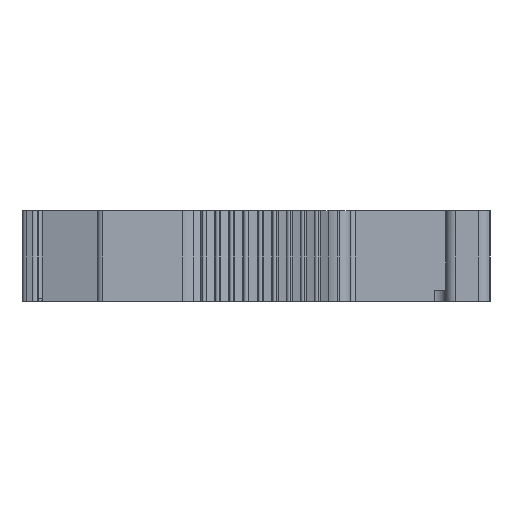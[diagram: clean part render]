
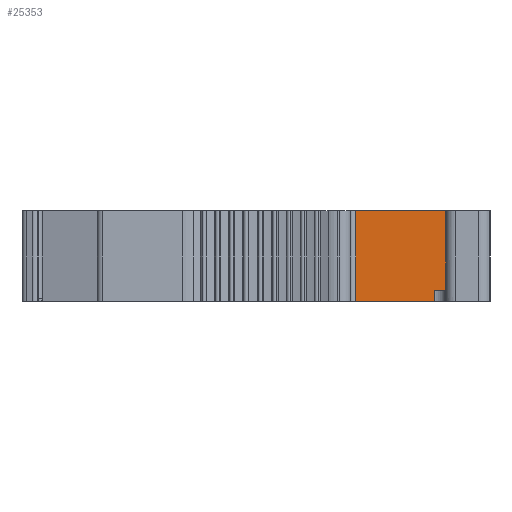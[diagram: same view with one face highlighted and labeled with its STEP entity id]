
A CAD part, left-side view. The second image highlights one B-rep face of the part: STEP entity #25353.
In plain terms, the highlighted planar face has unit normal (-1, 0, 0).
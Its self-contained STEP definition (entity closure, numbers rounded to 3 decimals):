
#25279=CARTESIAN_POINT('',(997.808,-177.514,0.));
#25280=VERTEX_POINT('',#25279);
#25289=CARTESIAN_POINT('',(997.808,-177.514,-7.15));
#25290=VERTEX_POINT('',#25289);
#25298=CARTESIAN_POINT('',(997.808,-177.514,0.));
#25299=DIRECTION('',(0.,0.,-1.));
#25300=VECTOR('',#25299,7.15);
#25301=LINE('',#25298,#25300);
#25302=EDGE_CURVE('',#25280,#25290,#25301,.T.);
#25307=CARTESIAN_POINT('',(997.808,-172.714,-4.075));
#25308=DIRECTION('',(0.,1.,0.));
#25309=DIRECTION('',(1.,0.,0.));
#25310=AXIS2_PLACEMENT_3D('',#25307,#25309,#25308);
#25311=PLANE('',#25310);
#25312=CARTESIAN_POINT('',(997.808,-167.914,-8.15));
#25313=VERTEX_POINT('',#25312);
#25314=CARTESIAN_POINT('',(997.808,-175.014,-8.15));
#25315=VERTEX_POINT('',#25314);
#25316=CARTESIAN_POINT('',(997.808,-167.914,-8.15));
#25317=DIRECTION('',(0.,-1.,0.));
#25318=VECTOR('',#25317,7.1);
#25319=LINE('',#25316,#25318);
#25320=EDGE_CURVE('',#25313,#25315,#25319,.T.);
#25321=ORIENTED_EDGE('E13541',*,*,#25320,.F.);
#25322=CARTESIAN_POINT('',(997.808,-167.914,0.));
#25323=VERTEX_POINT('',#25322);
#25324=CARTESIAN_POINT('',(997.808,-167.914,0.));
#25325=DIRECTION('',(0.,0.,-1.));
#25326=VECTOR('',#25325,8.15);
#25327=LINE('',#25324,#25326);
#25328=EDGE_CURVE('',#25323,#25313,#25327,.T.);
#25329=ORIENTED_EDGE('E3582',*,*,#25328,.F.);
#25330=CARTESIAN_POINT('',(997.808,-167.914,0.));
#25331=DIRECTION('',(0.,-1.,0.));
#25332=VECTOR('',#25331,9.6);
#25333=LINE('',#25330,#25332);
#25334=EDGE_CURVE('',#25323,#25280,#25333,.T.);
#25335=ORIENTED_EDGE('E12436',*,*,#25334,.T.);
#25336=ORIENTED_EDGE('E12436',*,*,#25302,.T.);
#25337=CARTESIAN_POINT('',(997.808,-175.014,-7.15));
#25338=VERTEX_POINT('',#25337);
#25339=CARTESIAN_POINT('',(997.808,-177.514,-7.15));
#25340=DIRECTION('',(0.,1.,0.));
#25341=VECTOR('',#25340,2.5);
#25342=LINE('',#25339,#25341);
#25343=EDGE_CURVE('',#25290,#25338,#25342,.T.);
#25344=ORIENTED_EDGE('E3583',*,*,#25343,.T.);
#25345=CARTESIAN_POINT('',(997.808,-175.014,-7.15));
#25346=DIRECTION('',(0.,0.,-1.));
#25347=VECTOR('',#25346,1.);
#25348=LINE('',#25345,#25347);
#25349=EDGE_CURVE('',#25338,#25315,#25348,.T.);
#25350=ORIENTED_EDGE('E3584',*,*,#25349,.T.);
#25351=EDGE_LOOP('',(#25321,#25329,#25335,#25336,#25344,#25350));
#25352=FACE_OUTER_BOUND('',#25351,.F.);
#25353=ADVANCED_FACE('F167',(#25352),#25311,.F.);
